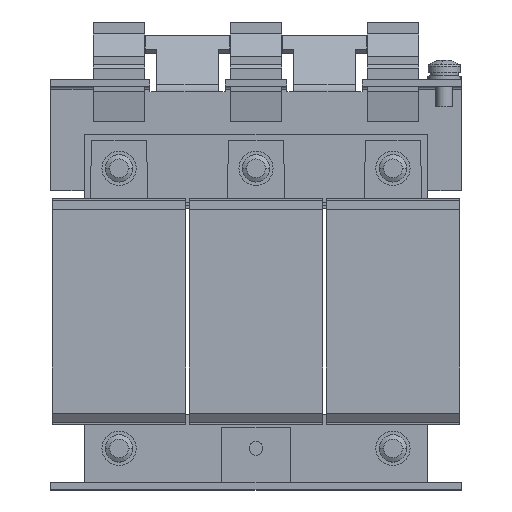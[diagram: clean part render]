
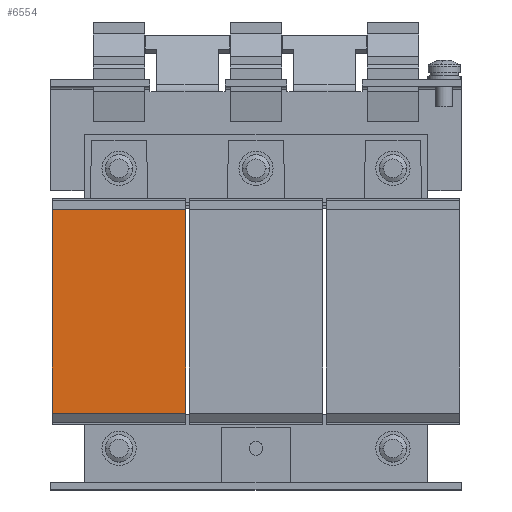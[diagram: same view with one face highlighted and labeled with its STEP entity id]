
A CAD part, top view. The second image highlights one B-rep face of the part: STEP entity #6554.
In plain terms, the highlighted planar face has unit normal (0, 0, 1).
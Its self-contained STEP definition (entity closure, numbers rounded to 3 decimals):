
#317 = DIRECTION ( 'NONE',  ( 0., -1., 0. ) ) ;
#436 = CARTESIAN_POINT ( 'NONE',  ( -20.5, -30.6, 22.9 ) ) ;
#831 = FACE_OUTER_BOUND ( 'NONE', #2260, .T. ) ;
#1781 = EDGE_CURVE ( 'NONE', #6393, #14071, #4833, .T. ) ;
#2051 = VECTOR ( 'NONE', #16840, 1000. ) ;
#2067 = VERTEX_POINT ( 'NONE', #3741 ) ;
#2260 = EDGE_LOOP ( 'NONE', ( #12479, #13405, #3989, #10763 ) ) ;
#3741 = CARTESIAN_POINT ( 'NONE',  ( -59.5, 28.8, 22.9 ) ) ;
#3989 = ORIENTED_EDGE ( 'NONE', *, *, #8420, .F. ) ;
#4163 = LINE ( 'NONE', #14540, #16689 ) ;
#4833 = LINE ( 'NONE', #436, #2051 ) ;
#5344 = CARTESIAN_POINT ( 'NONE',  ( -20.5, 28.8, 22.9 ) ) ;
#6393 = VERTEX_POINT ( 'NONE', #7755 ) ;
#6554 = ADVANCED_FACE ( 'NONE', ( #831 ), #9578, .F. ) ;
#7438 = VECTOR ( 'NONE', #16550, 1000. ) ;
#7755 = CARTESIAN_POINT ( 'NONE',  ( -20.5, -30.6, 22.9 ) ) ;
#8420 = EDGE_CURVE ( 'NONE', #8984, #6393, #13068, .T. ) ;
#8899 = LINE ( 'NONE', #12648, #16654 ) ;
#8984 = VERTEX_POINT ( 'NONE', #12329 ) ;
#9578 = PLANE ( 'NONE',  #16079 ) ;
#9698 = DIRECTION ( 'NONE',  ( 0., 1., 0. ) ) ;
#10446 = EDGE_CURVE ( 'NONE', #2067, #14071, #8899, .T. ) ;
#10763 = ORIENTED_EDGE ( 'NONE', *, *, #15720, .T. ) ;
#12329 = CARTESIAN_POINT ( 'NONE',  ( -20.5, 28.8, 22.9 ) ) ;
#12479 = ORIENTED_EDGE ( 'NONE', *, *, #10446, .T. ) ;
#12648 = CARTESIAN_POINT ( 'NONE',  ( -59.5, 28.8, 22.9 ) ) ;
#13068 = LINE ( 'NONE', #13665, #7438 ) ;
#13405 = ORIENTED_EDGE ( 'NONE', *, *, #1781, .F. ) ;
#13665 = CARTESIAN_POINT ( 'NONE',  ( -20.5, 28.8, 22.9 ) ) ;
#14071 = VERTEX_POINT ( 'NONE', #14112 ) ;
#14112 = CARTESIAN_POINT ( 'NONE',  ( -59.5, -30.6, 22.9 ) ) ;
#14540 = CARTESIAN_POINT ( 'NONE',  ( -20.5, 28.8, 22.9 ) ) ;
#14599 = DIRECTION ( 'NONE',  ( -1., 0., 0. ) ) ;
#15720 = EDGE_CURVE ( 'NONE', #8984, #2067, #4163, .T. ) ;
#16079 = AXIS2_PLACEMENT_3D ( 'NONE', #5344, #16489, #9698 ) ;
#16489 = DIRECTION ( 'NONE',  ( 0., 0., -1. ) ) ;
#16550 = DIRECTION ( 'NONE',  ( 0., -1., 0. ) ) ;
#16654 = VECTOR ( 'NONE', #317, 1000. ) ;
#16689 = VECTOR ( 'NONE', #14599, 1000. ) ;
#16840 = DIRECTION ( 'NONE',  ( -1., 0., 0. ) ) ;
